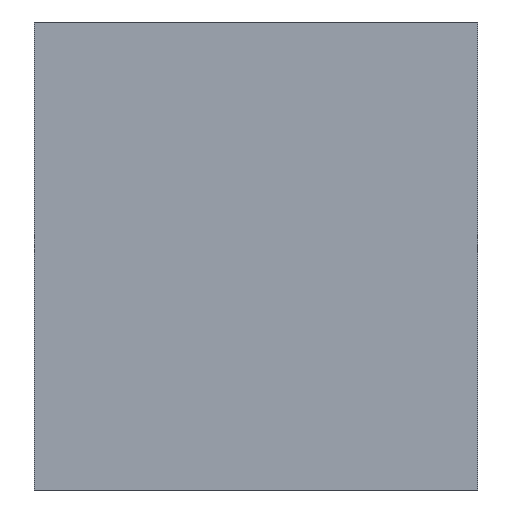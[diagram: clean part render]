
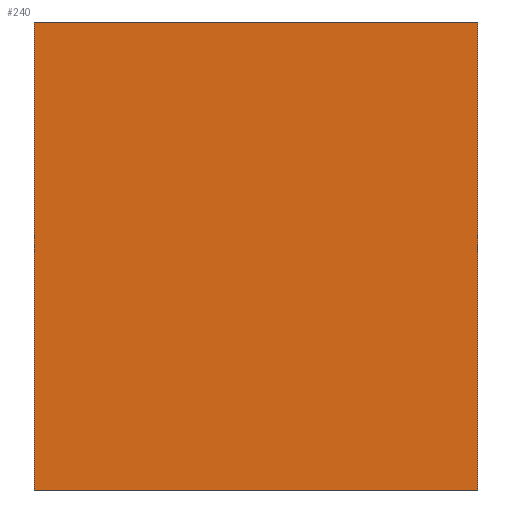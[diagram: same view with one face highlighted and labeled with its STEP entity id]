
A CAD part, front view. The second image highlights one B-rep face of the part: STEP entity #240.
In plain terms, the highlighted planar face has unit normal (0, -1, 0).
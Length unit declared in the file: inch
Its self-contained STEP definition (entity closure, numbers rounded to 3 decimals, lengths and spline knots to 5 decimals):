
#14 = CARTESIAN_POINT ( 'NONE',  ( 0., 0., 0. ) ) ;
#52 = VECTOR ( 'NONE', #397, 39.37008 ) ;
#53 = CARTESIAN_POINT ( 'NONE',  ( 0., 0., 0. ) ) ;
#83 = DIRECTION ( 'NONE',  ( 0., 0., -1. ) ) ;
#91 = AXIS2_PLACEMENT_3D ( 'NONE', #750, #167, #453 ) ;
#134 = CARTESIAN_POINT ( 'NONE',  ( 18., 0., 0. ) ) ;
#149 = LINE ( 'NONE', #433, #359 ) ;
#158 = VERTEX_POINT ( 'NONE', #896 ) ;
#160 = VECTOR ( 'NONE', #887, 39.37008 ) ;
#164 = ORIENTED_EDGE ( 'NONE', *, *, #672, .F. ) ;
#167 = DIRECTION ( 'NONE',  ( 0., 1., 0. ) ) ;
#201 = EDGE_CURVE ( 'NONE', #737, #730, #398, .T. ) ;
#240 = ADVANCED_FACE ( 'NONE', ( #808 ), #673, .F. ) ;
#311 = CARTESIAN_POINT ( 'NONE',  ( 0., 0., -19. ) ) ;
#326 = DIRECTION ( 'NONE',  ( 0., 0., -1. ) ) ;
#359 = VECTOR ( 'NONE', #83, 39.37008 ) ;
#372 = ORIENTED_EDGE ( 'NONE', *, *, #201, .F. ) ;
#397 = DIRECTION ( 'NONE',  ( 1., 0., 0. ) ) ;
#398 = LINE ( 'NONE', #758, #725 ) ;
#433 = CARTESIAN_POINT ( 'NONE',  ( 0., 0., 0. ) ) ;
#441 = EDGE_CURVE ( 'NONE', #158, #730, #671, .T. ) ;
#453 = DIRECTION ( 'NONE',  ( 0., 0., 1. ) ) ;
#489 = VERTEX_POINT ( 'NONE', #14 ) ;
#518 = EDGE_CURVE ( 'NONE', #489, #158, #149, .T. ) ;
#671 = LINE ( 'NONE', #311, #160 ) ;
#672 = EDGE_CURVE ( 'NONE', #489, #737, #889, .T. ) ;
#673 = PLANE ( 'NONE',  #91 ) ;
#684 = ORIENTED_EDGE ( 'NONE', *, *, #518, .T. ) ;
#725 = VECTOR ( 'NONE', #326, 39.37008 ) ;
#730 = VERTEX_POINT ( 'NONE', #762 ) ;
#737 = VERTEX_POINT ( 'NONE', #134 ) ;
#750 = CARTESIAN_POINT ( 'NONE',  ( 0., 0., 0. ) ) ;
#758 = CARTESIAN_POINT ( 'NONE',  ( 18., 0., 0. ) ) ;
#762 = CARTESIAN_POINT ( 'NONE',  ( 18., 0., -19. ) ) ;
#781 = EDGE_LOOP ( 'NONE', ( #809, #372, #164, #684 ) ) ;
#808 = FACE_OUTER_BOUND ( 'NONE', #781, .T. ) ;
#809 = ORIENTED_EDGE ( 'NONE', *, *, #441, .T. ) ;
#887 = DIRECTION ( 'NONE',  ( 1., 0., 0. ) ) ;
#889 = LINE ( 'NONE', #53, #52 ) ;
#896 = CARTESIAN_POINT ( 'NONE',  ( 0., 0., -19. ) ) ;
